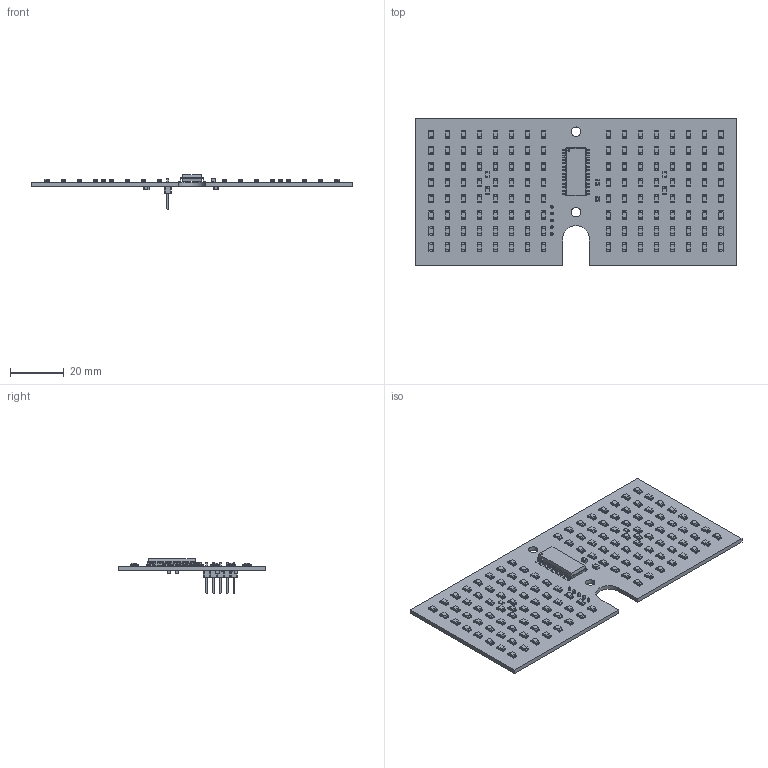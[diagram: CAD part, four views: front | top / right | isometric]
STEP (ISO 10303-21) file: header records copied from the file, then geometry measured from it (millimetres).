
FILE_DESCRIPTION(('KiCad electronic assembly'),'2;1');
FILE_NAME('K9 Eyes.step','2024-08-31T18:40:34',('Pcbnew'),('Kicad'), 'Open CASCADE STEP processor 7.7','KiCad to STEP converter','Unknown' );
FILE_SCHEMA(('AUTOMOTIVE_DESIGN { 1 0 10303 214 1 1 1 1 }'));
Length unit declared in the file: millimetre
Products named in the file (12): K9 Eyes 1; LED_1206_3216Metric; R_0805_2012Metric; SOIC-28W_7.5x17.9mm_P1.27mm; SOIC_28W_75x179mm_P127mm; C_0805_2012Metric; PinHeader_1x05_P2.54mm_Vertical; PinHeader_1x05_P254mm_Vertical; K9 Eyes_PCB
Assembly tree (148 placements, depth 3):
  K9 Eyes 1
    LED_1206_3216Metric  x130
      LED_1206_3216Metric
    R_0805_2012Metric  x4
      R_0805_2012Metric
    SOIC-28W_7.5x17.9mm_P1.27mm
      SOIC_28W_75x179mm_P127mm
    C_0805_2012Metric  x6
      C_0805_2012Metric
    PinHeader_1x05_P2.54mm_Vertical
      PinHeader_1x05_P254mm_Vertical
    K9 Eyes_PCB
Bounding box: 120 x 55 x 12.99 mm (x, y, z)
Volume: 11292.5 mm3; surface area: 16848.7 mm2
Topology: 143 solids, 143 shells, 7369 faces, 19558 edges, 12628 vertices
Faces by surface type: plane 6052, cylinder 1265, bspline 52
Full cylindrical faces by diameter (mm): 0.6 x1, 1 x5, 3.5 x2
Entity records: 27247 total; most frequent: CARTESIAN_POINT 4037, DIRECTION 3699, ORIENTED_EDGE 3674, EDGE_CURVE 1837, LINE 1507, VECTOR 1507, VERTEX_POINT 1162, AXIS2_PLACEMENT_3D 1096
